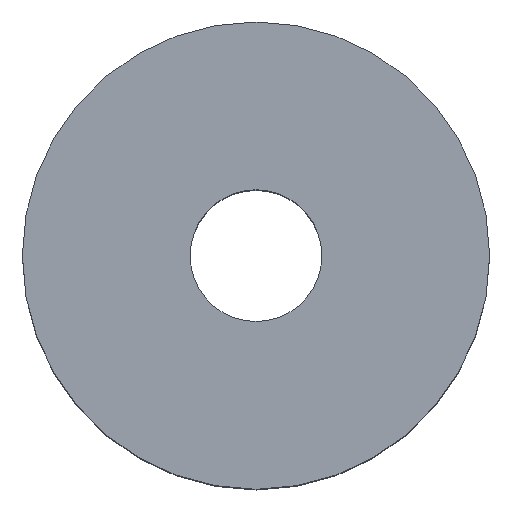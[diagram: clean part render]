
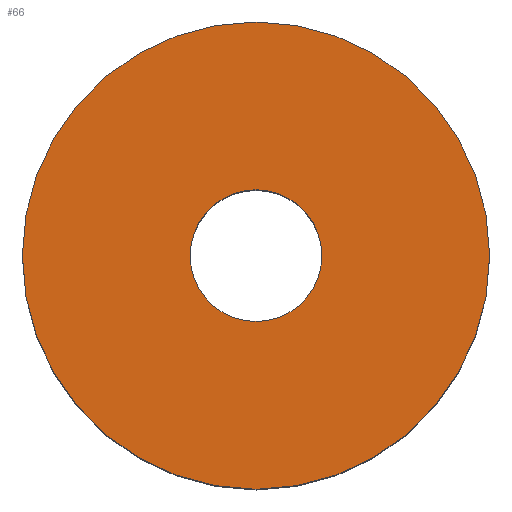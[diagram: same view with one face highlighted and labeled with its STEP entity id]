
A CAD part, top view. The second image highlights one B-rep face of the part: STEP entity #66.
In plain terms, the highlighted planar face has unit normal (0, 0, 1).
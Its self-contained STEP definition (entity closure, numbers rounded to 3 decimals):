
#66=ADVANCED_FACE('',(#94,#95),#90,.F.);
#90=PLANE('',#313);
#94=FACE_BOUND('',#142,.T.);
#95=FACE_BOUND('',#143,.T.);
#142=EDGE_LOOP('',(#190));
#143=EDGE_LOOP('',(#191));
#190=ORIENTED_EDGE('',*,*,#262,.T.);
#191=ORIENTED_EDGE('',*,*,#263,.F.);
#238=VERTEX_POINT('',#447);
#239=VERTEX_POINT('',#449);
#262=EDGE_CURVE('',#238,#238,#286,.T.);
#263=EDGE_CURVE('',#239,#239,#287,.T.);
#286=CIRCLE('',#311,434.238);
#287=CIRCLE('',#312,1540.);
#311=AXIS2_PLACEMENT_3D('',#446,#355,#356);
#312=AXIS2_PLACEMENT_3D('',#448,#357,#358);
#313=AXIS2_PLACEMENT_3D('',#450,#359,#360);
#355=DIRECTION('',(0.,0.,-1.));
#356=DIRECTION('',(-1.,0.,0.));
#357=DIRECTION('',(0.,0.,-1.));
#358=DIRECTION('',(-1.,0.,0.));
#359=DIRECTION('',(0.,0.,-1.));
#360=DIRECTION('',(-1.,0.,0.));
#446=CARTESIAN_POINT('',(0.,0.,1385.));
#447=CARTESIAN_POINT('',(-434.238,0.,1385.));
#448=CARTESIAN_POINT('',(0.,0.,1385.));
#449=CARTESIAN_POINT('',(-1540.,0.,1385.));
#450=CARTESIAN_POINT('',(0.,0.,1385.));
